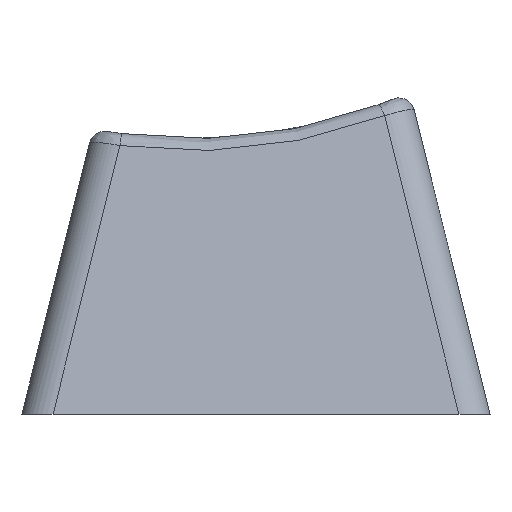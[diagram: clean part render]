
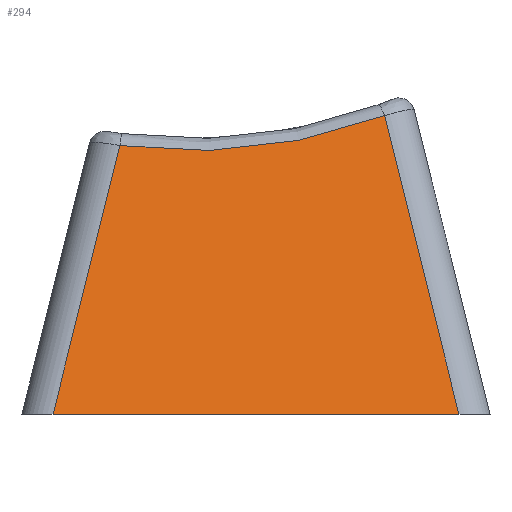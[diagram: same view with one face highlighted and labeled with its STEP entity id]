
A CAD part, left-side view. The second image highlights one B-rep face of the part: STEP entity #294.
In plain terms, the highlighted planar face has unit normal (-0.97, 0, 0.241).
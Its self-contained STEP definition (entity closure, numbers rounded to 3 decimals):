
#254=CARTESIAN_POINT('',(274.134,-56.025,2.145));
#255=DIRECTION('',(-0.97,-0.,0.242));
#256=DIRECTION('',(-0.242,0.,-0.97));
#257=AXIS2_PLACEMENT_3D('',#254,#255,#256);
#258=PLANE('',#257);
#259=CARTESIAN_POINT('',(273.6,-48.088,0.));
#260=VERTEX_POINT('',#259);
#261=CARTESIAN_POINT('',(273.6,-63.962,0.));
#262=VERTEX_POINT('',#261);
#263=CARTESIAN_POINT('',(273.6,-48.088,0.));
#264=DIRECTION('',(-0.,-1.,0.));
#265=VECTOR('',#264,15.874);
#266=LINE('',#263,#265);
#267=EDGE_CURVE('',#260,#262,#266,.T.);
#268=ORIENTED_EDGE('',*,*,#267,.T.);
#269=CARTESIAN_POINT('',(276.505,-61.057,11.67));
#270=VERTEX_POINT('',#269);
#271=CARTESIAN_POINT('',(273.6,-63.962,0.));
#272=DIRECTION('',(0.235,0.235,0.943));
#273=VECTOR('',#272,12.372);
#274=LINE('',#271,#273);
#275=EDGE_CURVE('',#262,#270,#274,.T.);
#276=ORIENTED_EDGE('',*,*,#275,.T.);
#277=CARTESIAN_POINT('',(276.213,-50.701,10.498));
#278=VERTEX_POINT('',#277);
#279=CARTESIAN_POINT('',(281.403,-53.585,31.348));
#280=DIRECTION('',(0.97,0.,-0.242));
#281=DIRECTION('',(0.242,-0.,0.97));
#282=AXIS2_PLACEMENT_3D('',#279,#280,#281);
#283=ELLIPSE('',#282,21.691,21.049);
#284=EDGE_CURVE('',#270,#278,#283,.T.);
#285=ORIENTED_EDGE('',*,*,#284,.T.);
#286=CARTESIAN_POINT('',(276.213,-50.701,10.498));
#287=DIRECTION('',(-0.235,0.235,-0.943));
#288=VECTOR('',#287,11.13);
#289=LINE('',#286,#288);
#290=EDGE_CURVE('',#278,#260,#289,.T.);
#291=ORIENTED_EDGE('',*,*,#290,.T.);
#292=EDGE_LOOP('',(#268,#276,#285,#291));
#293=FACE_BOUND('',#292,.T.);
#294=ADVANCED_FACE('',(#293),#258,.T.);
